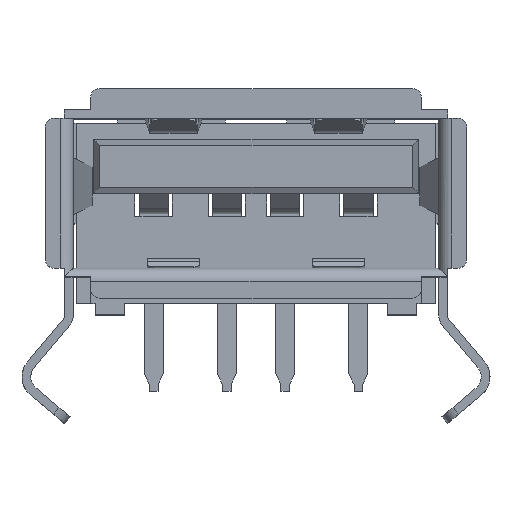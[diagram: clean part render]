
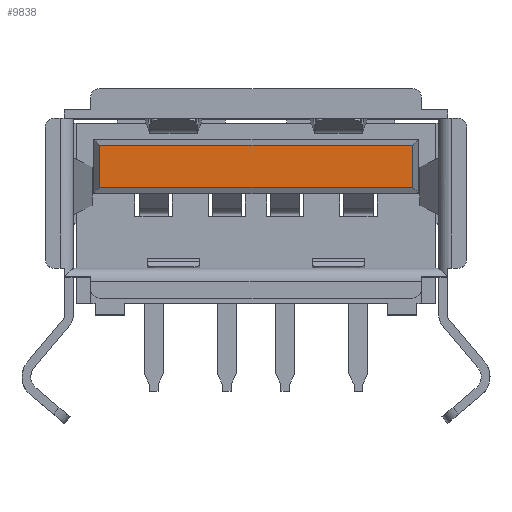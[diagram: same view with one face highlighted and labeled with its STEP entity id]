
A CAD part, top view. The second image highlights one B-rep face of the part: STEP entity #9838.
In plain terms, the highlighted planar face has unit normal (0, 0, 1).
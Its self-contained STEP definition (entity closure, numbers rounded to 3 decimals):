
#450 = ORIENTED_EDGE ( 'NONE', *, *, #1583, .T. ) ;
#1280 = PLANE ( 'NONE',  #4801 ) ;
#1368 = EDGE_LOOP ( 'NONE', ( #9939, #450, #3045, #11843 ) ) ;
#1583 = EDGE_CURVE ( 'NONE', #13206, #18292, #16119, .T. ) ;
#1997 = VERTEX_POINT ( 'NONE', #7508 ) ;
#2610 = DIRECTION ( 'NONE',  ( -1., 0., 0. ) ) ;
#3045 = ORIENTED_EDGE ( 'NONE', *, *, #5460, .T. ) ;
#4642 = CARTESIAN_POINT ( 'NONE',  ( -5.35, 5.79, 15.1 ) ) ;
#4801 = AXIS2_PLACEMENT_3D ( 'NONE', #9385, #10913, #9455 ) ;
#5460 = EDGE_CURVE ( 'NONE', #18292, #1997, #11702, .T. ) ;
#5917 = VECTOR ( 'NONE', #7593, 1000. ) ;
#6047 = CARTESIAN_POINT ( 'NONE',  ( 5.35, 4.35, 15.1 ) ) ;
#6215 = EDGE_CURVE ( 'NONE', #1997, #15715, #8486, .T. ) ;
#6906 = CARTESIAN_POINT ( 'NONE',  ( -5.35, 4.35, 15.1 ) ) ;
#7508 = CARTESIAN_POINT ( 'NONE',  ( -5.35, 4.35, 15.1 ) ) ;
#7593 = DIRECTION ( 'NONE',  ( 0., -1., 0. ) ) ;
#8486 = LINE ( 'NONE', #6906, #11821 ) ;
#8817 = CARTESIAN_POINT ( 'NONE',  ( 5.35, 5.79, 15.1 ) ) ;
#8899 = LINE ( 'NONE', #6047, #16621 ) ;
#8900 = VECTOR ( 'NONE', #2610, 1000. ) ;
#9385 = CARTESIAN_POINT ( 'NONE',  ( 0., 0., 15.1 ) ) ;
#9455 = DIRECTION ( 'NONE',  ( 1., 0., 0. ) ) ;
#9838 = ADVANCED_FACE ( 'NONE', ( #18730 ), #1280, .T. ) ;
#9939 = ORIENTED_EDGE ( 'NONE', *, *, #18926, .T. ) ;
#10913 = DIRECTION ( 'NONE',  ( 0., 0., 1. ) ) ;
#11702 = LINE ( 'NONE', #4642, #5917 ) ;
#11821 = VECTOR ( 'NONE', #19292, 1000. ) ;
#11843 = ORIENTED_EDGE ( 'NONE', *, *, #6215, .T. ) ;
#12532 = CARTESIAN_POINT ( 'NONE',  ( 5.35, 4.35, 15.1 ) ) ;
#13206 = VERTEX_POINT ( 'NONE', #16451 ) ;
#15715 = VERTEX_POINT ( 'NONE', #12532 ) ;
#16119 = LINE ( 'NONE', #8817, #8900 ) ;
#16451 = CARTESIAN_POINT ( 'NONE',  ( 5.35, 5.79, 15.1 ) ) ;
#16621 = VECTOR ( 'NONE', #16679, 1000. ) ;
#16679 = DIRECTION ( 'NONE',  ( 0., 1., 0. ) ) ;
#18292 = VERTEX_POINT ( 'NONE', #18572 ) ;
#18572 = CARTESIAN_POINT ( 'NONE',  ( -5.35, 5.79, 15.1 ) ) ;
#18730 = FACE_OUTER_BOUND ( 'NONE', #1368, .T. ) ;
#18926 = EDGE_CURVE ( 'NONE', #15715, #13206, #8899, .T. ) ;
#19292 = DIRECTION ( 'NONE',  ( 1., 0., 0. ) ) ;
